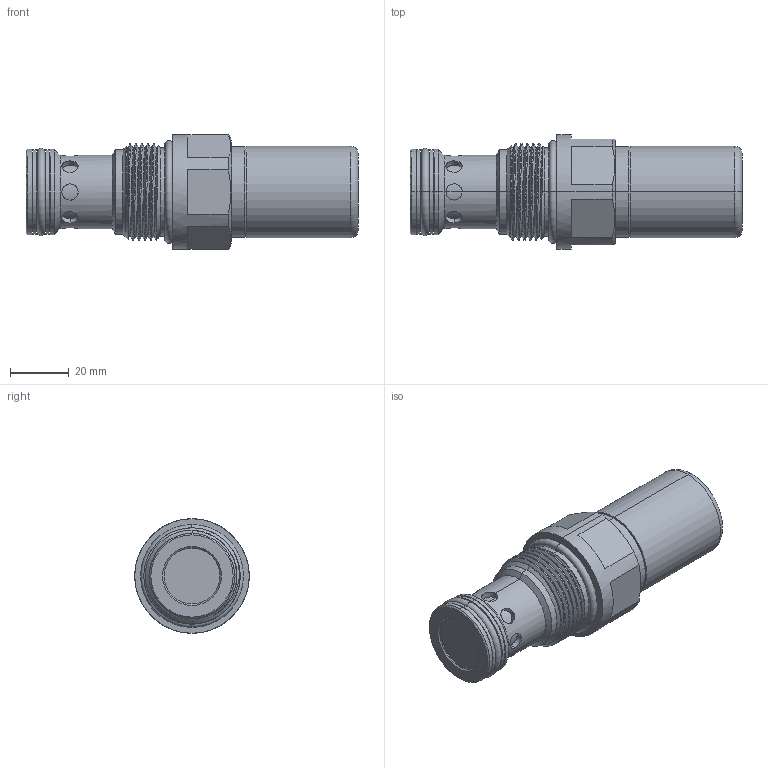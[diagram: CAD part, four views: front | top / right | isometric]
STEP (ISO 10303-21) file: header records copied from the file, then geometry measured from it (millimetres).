
FILE_DESCRIPTION (( 'STEP AP203' ), '1' );
FILE_NAME ('FR33MC2F-C.STEP', '2024-05-30T03:31:46', ( '' ), ( '' ), 'SwSTEP 2.0', 'SolidWorks 2018', '' );
FILE_SCHEMA (( 'CONFIG_CONTROL_DESIGN' ));
Length unit declared in the file: millimetre
Products named in the file (1): FR33MC2F-C
Bounding box: 113.1 x 39 x 39 mm (x, y, z)
Volume: 86401.7 mm3; surface area: 15560.2 mm2
Topology: 1 solids, 1 shells, 123 faces, 273 edges, 169 vertices
Faces by surface type: cylinder 70, plane 25, cone 19, torus 6, bspline 3
Entity records: 6818 total; most frequent: CARTESIAN_POINT 4110, ORIENTED_EDGE 546, DIRECTION 544, EDGE_CURVE 273, AXIS2_PLACEMENT_3D 222, VERTEX_POINT 169, EDGE_LOOP 140, ADVANCED_FACE 123
